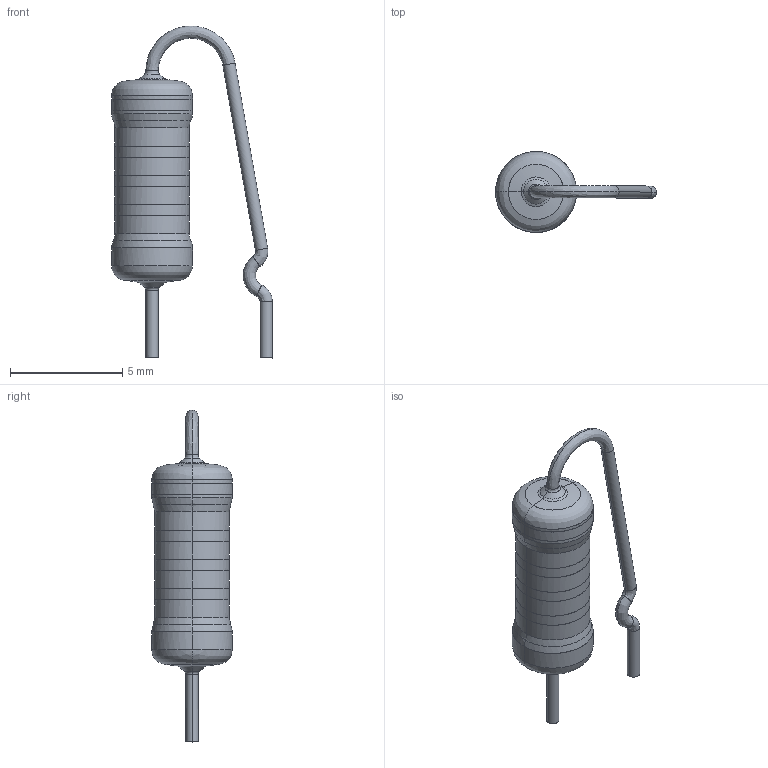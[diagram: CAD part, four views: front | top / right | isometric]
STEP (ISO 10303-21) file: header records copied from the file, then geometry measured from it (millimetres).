
FILE_DESCRIPTION(/* description */ (''),/* implementation_level */ '2;1');
FILE_NAME(/* name */ 'THDRES~2',/* time_stamp */ '2017-04-07T09:21:55+03:00',/* author */ (''),/* organization */ (''),/* preprocessor_version */ 'ST-DEVELOPER v15',/* originating_system */ '',/* authorisation */ '');
FILE_SCHEMA (('AUTOMOTIVE_DESIGN'));
Length unit declared in the file: millimetre
Products named in the file (4): Document; Block 03; Block 02; Block 01
Assembly tree (3 placements, depth 2):
  Document
    Block 03
    Block 02
    Block 01
Bounding box: 7.16 x 3.6 x 14.78 mm (x, y, z)
Surface area: 149.2 mm2 (no closed solid volume)
Topology: 0 solids, 38 shells, 70 faces, 204 edges, 140 vertices
Faces by surface type: bspline 64, plane 6
Entity records: 4039 total; most frequent: CARTESIAN_POINT 2640, ORIENTED_EDGE 268, EDGE_CURVE 204, VERTEX_POINT 140, ADVANCED_FACE 70, FACE_OUTER_BOUND 70, EDGE_LOOP 70, COLOUR_RGB 38
